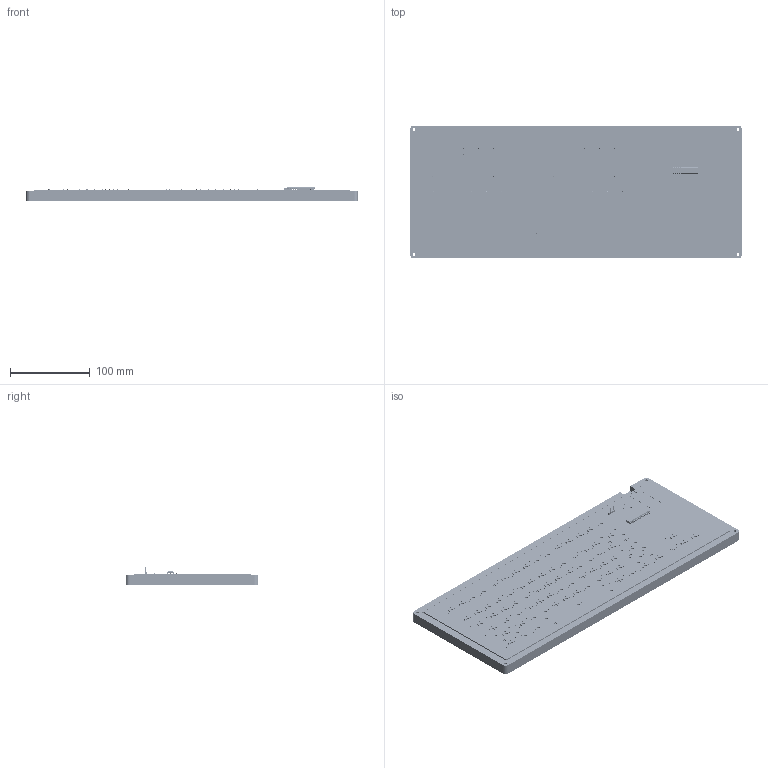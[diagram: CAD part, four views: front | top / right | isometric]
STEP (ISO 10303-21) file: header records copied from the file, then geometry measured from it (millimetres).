
FILE_DESCRIPTION(/* description */ (''),/* implementation_level */ '2;1');
FILE_NAME(/* name */ 'Keyboard case.step',/* time_stamp */ '2025-07-23T21:40:13+05:30',/* author */ (''),/* organization */ (''),/* preprocessor_version */ 'ST-DEVELOPER v20.1',/* originating_system */ 'Autodesk Translation Framework v14.10.0.0',/* authorisation */ '');
FILE_SCHEMA (('AUTOMOTIVE_DESIGN { 1 0 10303 214 3 1 1 }'));
Length unit declared in the file: millimetre
Products named in the file (8): 2025-07-18-22-50-32-905; 2025-07-18-22-54-28-949; 2025-07-23-11-23-31-944; 2025-07-23-11-23-31-945; 2025-07-23-11-23-31-946; 2025-07-23-11-23-31-949; 2025-07-23-11-23-31-948; 2025-07-23-11-23-31-947
Assembly tree (93 placements, depth 3):
  2025-07-18-22-50-32-905
    2025-07-18-22-54-28-949
    2025-07-23-11-23-31-944
      2025-07-23-11-23-31-945
      2025-07-23-11-23-31-946
      2025-07-23-11-23-31-947  x80
      2025-07-23-11-23-31-948  x8
      2025-07-23-11-23-31-949
Bounding box: 417 x 166.96 x 22.97 mm (x, y, z)
Volume: 400676.4 mm3; surface area: 291599.7 mm2
Topology: 172 solids, 172 shells, 3149 faces, 7543 edges, 4886 vertices
Faces by surface type: plane 1431, cylinder 1390, torus 320, cone 8
Full cylindrical faces by diameter (mm): 0.5 x240, 0.8 x188, 1 x49, 1.5 x160, 1.7 x160, 1.85 x2, 2 x160, 2.02 x80, 2.2 x2, 3.05 x10, 3.333 x8, 3.4 x4, 4 x90, 6 x4
Entity records: 50274 total; most frequent: DIRECTION 8532, CARTESIAN_POINT 8086, ORIENTED_EDGE 7960, EDGE_CURVE 3980, AXIS2_PLACEMENT_3D 3042, EDGE_LOOP 2778, VERTEX_POINT 2596, LINE 2448
